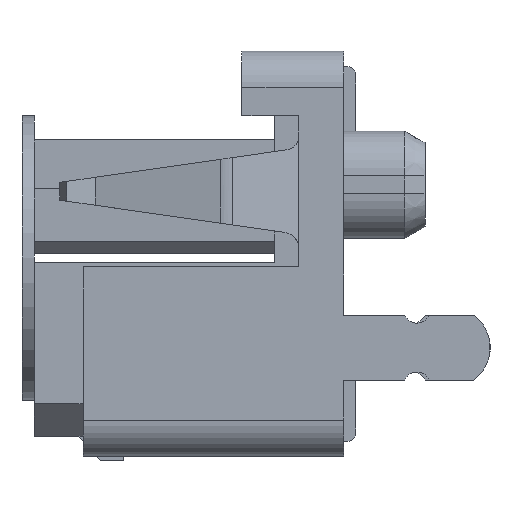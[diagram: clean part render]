
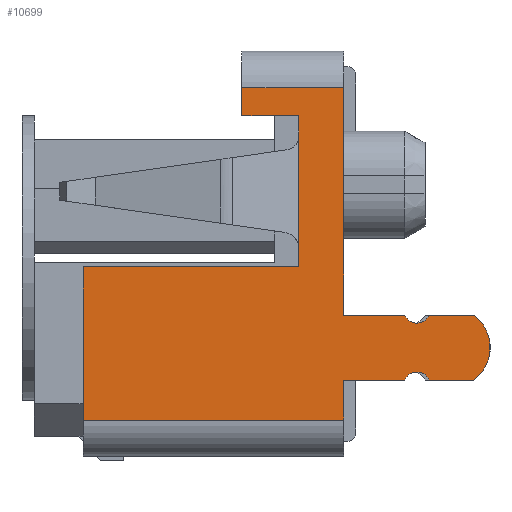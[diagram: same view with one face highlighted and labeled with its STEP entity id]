
A CAD part, left-side view. The second image highlights one B-rep face of the part: STEP entity #10699.
In plain terms, the highlighted planar face has unit normal (-1, 0, 0).
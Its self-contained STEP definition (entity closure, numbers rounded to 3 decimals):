
#788=LINE('',#16479,#2162);
#814=LINE('',#16528,#2188);
#818=LINE('',#16536,#2192);
#879=LINE('',#16673,#2253);
#897=LINE('',#16711,#2271);
#898=LINE('',#16714,#2272);
#899=LINE('',#16716,#2273);
#900=LINE('',#16718,#2274);
#901=LINE('',#16719,#2275);
#902=LINE('',#16720,#2276);
#903=LINE('',#16721,#2277);
#904=LINE('',#16725,#2278);
#905=LINE('',#16729,#2279);
#906=LINE('',#16733,#2280);
#907=LINE('',#16734,#2281);
#2162=VECTOR('',#13347,1000.);
#2188=VECTOR('',#13379,1000.);
#2192=VECTOR('',#13383,1000.);
#2253=VECTOR('',#13468,1000.);
#2271=VECTOR('',#13502,1000.);
#2272=VECTOR('',#13503,1000.);
#2273=VECTOR('',#13504,1000.);
#2274=VECTOR('',#13505,1000.);
#2275=VECTOR('',#13506,1000.);
#2276=VECTOR('',#13507,1000.);
#2277=VECTOR('',#13508,1000.);
#2278=VECTOR('',#13511,1000.);
#2279=VECTOR('',#13514,1000.);
#2280=VECTOR('',#13517,1000.);
#2281=VECTOR('',#13518,1000.);
#2993=PLANE('',#11449);
#4984=ORIENTED_EDGE('',*,*,#7446,.F.);
#4985=ORIENTED_EDGE('',*,*,#7447,.T.);
#4986=ORIENTED_EDGE('',*,*,#7448,.T.);
#4987=ORIENTED_EDGE('',*,*,#7449,.T.);
#4988=ORIENTED_EDGE('',*,*,#7321,.T.);
#4989=ORIENTED_EDGE('',*,*,#7450,.T.);
#4990=ORIENTED_EDGE('',*,*,#7424,.F.);
#4991=ORIENTED_EDGE('',*,*,#7451,.T.);
#4992=ORIENTED_EDGE('',*,*,#7353,.T.);
#4993=ORIENTED_EDGE('',*,*,#7452,.F.);
#4994=ORIENTED_EDGE('',*,*,#7453,.T.);
#4995=ORIENTED_EDGE('',*,*,#7454,.F.);
#4996=ORIENTED_EDGE('',*,*,#7455,.F.);
#4997=ORIENTED_EDGE('',*,*,#7456,.F.);
#4998=ORIENTED_EDGE('',*,*,#7457,.T.);
#4999=ORIENTED_EDGE('',*,*,#7458,.F.);
#5000=ORIENTED_EDGE('',*,*,#7349,.T.);
#5001=ORIENTED_EDGE('',*,*,#7459,.F.);
#7321=EDGE_CURVE('',#8659,#8657,#788,.T.);
#7349=EDGE_CURVE('',#8679,#8678,#814,.T.);
#7353=EDGE_CURVE('',#8683,#8682,#818,.T.);
#7424=EDGE_CURVE('',#8746,#8737,#879,.T.);
#7446=EDGE_CURVE('',#8759,#8760,#897,.T.);
#7447=EDGE_CURVE('',#8759,#8761,#898,.T.);
#7448=EDGE_CURVE('',#8761,#8762,#899,.T.);
#7449=EDGE_CURVE('',#8762,#8659,#900,.T.);
#7450=EDGE_CURVE('',#8657,#8737,#901,.T.);
#7451=EDGE_CURVE('',#8746,#8683,#902,.T.);
#7452=EDGE_CURVE('',#8763,#8682,#903,.T.);
#7453=EDGE_CURVE('',#8763,#8764,#9206,.T.);
#7454=EDGE_CURVE('',#8765,#8764,#904,.T.);
#7455=EDGE_CURVE('',#8766,#8765,#9207,.T.);
#7456=EDGE_CURVE('',#8767,#8766,#905,.T.);
#7457=EDGE_CURVE('',#8767,#8768,#9208,.T.);
#7458=EDGE_CURVE('',#8679,#8768,#906,.T.);
#7459=EDGE_CURVE('',#8760,#8678,#907,.T.);
#8657=VERTEX_POINT('',#16477);
#8659=VERTEX_POINT('',#16480);
#8678=VERTEX_POINT('',#16527);
#8679=VERTEX_POINT('',#16529);
#8682=VERTEX_POINT('',#16535);
#8683=VERTEX_POINT('',#16537);
#8737=VERTEX_POINT('',#16654);
#8746=VERTEX_POINT('',#16672);
#8759=VERTEX_POINT('',#16712);
#8760=VERTEX_POINT('',#16713);
#8761=VERTEX_POINT('',#16715);
#8762=VERTEX_POINT('',#16717);
#8763=VERTEX_POINT('',#16722);
#8764=VERTEX_POINT('',#16724);
#8765=VERTEX_POINT('',#16726);
#8766=VERTEX_POINT('',#16728);
#8767=VERTEX_POINT('',#16730);
#8768=VERTEX_POINT('',#16732);
#9206=CIRCLE('',#11450,0.163);
#9207=CIRCLE('',#11451,0.5);
#9208=CIRCLE('',#11452,0.163);
#9504=EDGE_LOOP('',(#4984,#4985,#4986,#4987,#4988,#4989,#4990,#4991,#4992,
#4993,#4994,#4995,#4996,#4997,#4998,#4999,#5000,#5001));
#10054=FACE_BOUND('',#9504,.T.);
#10699=ADVANCED_FACE('',(#10054),#2993,.F.);
#11449=AXIS2_PLACEMENT_3D('',#16710,#13500,#13501);
#11450=AXIS2_PLACEMENT_3D('',#16723,#13509,#13510);
#11451=AXIS2_PLACEMENT_3D('',#16727,#13512,#13513);
#11452=AXIS2_PLACEMENT_3D('',#16731,#13515,#13516);
#13347=DIRECTION('',(0.,0.,-1.));
#13379=DIRECTION('',(0.,0.,1.));
#13383=DIRECTION('',(0.,0.,1.));
#13468=DIRECTION('',(0.,0.,1.));
#13500=DIRECTION('',(1.,0.,0.));
#13501=DIRECTION('',(0.,0.,-1.));
#13502=DIRECTION('',(0.,0.,1.));
#13503=DIRECTION('',(0.,-1.,0.));
#13504=DIRECTION('',(0.,0.,-1.));
#13505=DIRECTION('',(0.,0.,-1.));
#13506=DIRECTION('',(0.,1.,0.));
#13507=DIRECTION('',(0.,-1.,0.));
#13508=DIRECTION('',(0.,1.,0.));
#13509=DIRECTION('',(1.,0.,0.));
#13510=DIRECTION('',(0.,0.,-1.));
#13511=DIRECTION('',(0.,1.,0.));
#13512=DIRECTION('',(1.,0.,0.));
#13513=DIRECTION('',(0.,0.,-1.));
#13514=DIRECTION('',(0.,-1.,0.));
#13515=DIRECTION('',(1.,0.,0.));
#13516=DIRECTION('',(0.,0.,-1.));
#13517=DIRECTION('',(0.,-1.,0.));
#13518=DIRECTION('',(0.,-1.,0.));
#16477=CARTESIAN_POINT('',(-3.825,0.55,-0.16));
#16479=CARTESIAN_POINT('',(-3.825,0.55,1.7));
#16480=CARTESIAN_POINT('',(-3.825,0.55,0.067));
#16527=CARTESIAN_POINT('',(-3.825,0.,2.04));
#16528=CARTESIAN_POINT('',(-3.825,0.,-2.04));
#16529=CARTESIAN_POINT('',(-3.825,0.,-0.75));
#16535=CARTESIAN_POINT('',(-3.825,0.,-1.55));
#16536=CARTESIAN_POINT('',(-3.825,0.,-2.04));
#16537=CARTESIAN_POINT('',(-3.825,0.,-2.04));
#16654=CARTESIAN_POINT('',(-3.825,3.2,-0.16));
#16672=CARTESIAN_POINT('',(-3.825,3.2,-2.04));
#16673=CARTESIAN_POINT('',(-3.825,3.2,-2.04));
#16710=CARTESIAN_POINT('',(-3.825,3.2,-2.04));
#16711=CARTESIAN_POINT('',(-3.825,1.25,-2.04));
#16712=CARTESIAN_POINT('',(-3.825,1.25,1.7));
#16713=CARTESIAN_POINT('',(-3.825,1.25,2.04));
#16714=CARTESIAN_POINT('',(-3.825,1.25,1.7));
#16715=CARTESIAN_POINT('',(-3.825,0.55,1.7));
#16716=CARTESIAN_POINT('',(-3.825,0.55,1.7));
#16717=CARTESIAN_POINT('',(-3.825,0.55,1.447));
#16718=CARTESIAN_POINT('',(-3.825,0.55,1.45));
#16719=CARTESIAN_POINT('',(-3.825,0.55,-0.16));
#16720=CARTESIAN_POINT('',(-3.825,3.2,-2.04));
#16721=CARTESIAN_POINT('',(-3.825,-0.75,-1.55));
#16722=CARTESIAN_POINT('',(-3.825,-0.75,-1.55));
#16723=CARTESIAN_POINT('',(-3.825,-0.9,-1.613));
#16724=CARTESIAN_POINT('',(-3.825,-1.05,-1.55));
#16725=CARTESIAN_POINT('',(-3.825,-1.6,-1.55));
#16726=CARTESIAN_POINT('',(-3.825,-1.6,-1.55));
#16727=CARTESIAN_POINT('',(-3.825,-1.3,-1.15));
#16728=CARTESIAN_POINT('',(-3.825,-1.6,-0.75));
#16729=CARTESIAN_POINT('',(-3.825,-1.05,-0.75));
#16730=CARTESIAN_POINT('',(-3.825,-1.05,-0.75));
#16731=CARTESIAN_POINT('',(-3.825,-0.9,-0.688));
#16732=CARTESIAN_POINT('',(-3.825,-0.75,-0.75));
#16733=CARTESIAN_POINT('',(-3.825,0.,-0.75));
#16734=CARTESIAN_POINT('',(-3.825,3.2,2.04));
